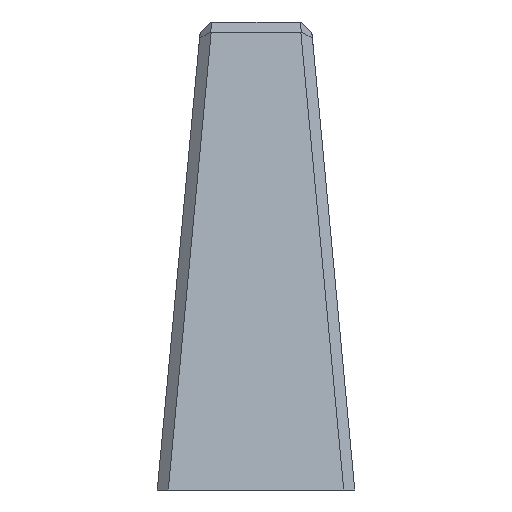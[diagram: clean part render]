
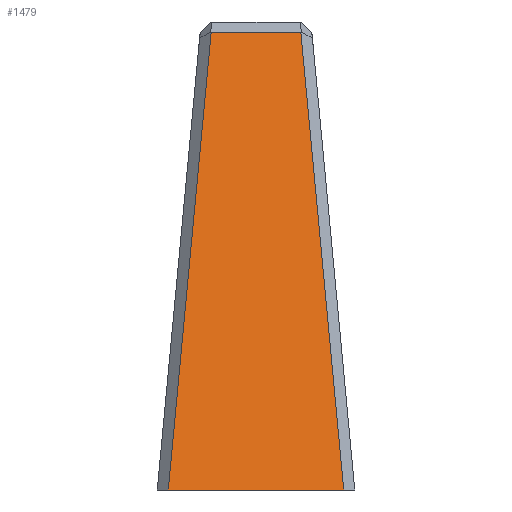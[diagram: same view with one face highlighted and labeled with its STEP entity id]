
A CAD part, left-side view. The second image highlights one B-rep face of the part: STEP entity #1479.
In plain terms, the highlighted free-form (B-spline) face has degree [1, 1] with [2, 2] control points.
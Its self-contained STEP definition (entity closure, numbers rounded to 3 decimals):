
#982=CARTESIAN_POINT('',(-105.0,-11.994,0.0));
#983=VERTEX_POINT('',#982);
#995=CARTESIAN_POINT('',(-90.342,-6.131,62.54));
#996=VERTEX_POINT('',#995);
#1002=CARTESIAN_POINT('',(-105.0,-11.994,0.0));
#1003=CARTESIAN_POINT('',(-90.342,-6.131,62.54));
#1004=QUASI_UNIFORM_CURVE('',1,(#1002,#1003),.UNSPECIFIED.,.F.,.U.);
#1005=EDGE_CURVE('',#983,#996,#1004,.T.);
#1015=CARTESIAN_POINT('',(-105.0,11.994,0.0));
#1016=VERTEX_POINT('',#1015);
#1024=CARTESIAN_POINT('',(-90.342,6.131,62.54));
#1025=VERTEX_POINT('',#1024);
#1026=CARTESIAN_POINT('',(-90.342,6.131,62.54));
#1027=CARTESIAN_POINT('',(-105.0,11.994,0.0));
#1028=QUASI_UNIFORM_CURVE('',1,(#1026,#1027),.UNSPECIFIED.,.F.,.U.);
#1029=EDGE_CURVE('',#1025,#1016,#1028,.T.);
#1280=CARTESIAN_POINT('',(-90.342,-6.131,62.54));
#1281=CARTESIAN_POINT('',(-90.342,6.131,62.54));
#1282=QUASI_UNIFORM_CURVE('',1,(#1280,#1281),.UNSPECIFIED.,.F.,.U.);
#1283=EDGE_CURVE('',#996,#1025,#1282,.T.);
#1451=CARTESIAN_POINT('',(-105.0,11.994,0.0));
#1452=CARTESIAN_POINT('',(-105.0,-11.994,0.0));
#1453=QUASI_UNIFORM_CURVE('',1,(#1451,#1452),.UNSPECIFIED.,.F.,.U.);
#1454=EDGE_CURVE('',#1016,#983,#1453,.T.);
#1468=CARTESIAN_POINT('',(-105.732,-13.192,-3.124));
#1469=CARTESIAN_POINT('',(-89.61,-13.192,65.663));
#1470=CARTESIAN_POINT('',(-105.732,13.192,-3.124));
#1471=CARTESIAN_POINT('',(-89.61,13.192,65.663));
#1472=B_SPLINE_SURFACE_WITH_KNOTS('',1,1,((#1468,#1470),(#1469,#1471)),.UNSPECIFIED.,.F.,.F.,.U.,(2,2),(2,2),(0.0,70.651),(0.0,26.384),.UNSPECIFIED.);
#1473=ORIENTED_EDGE('',*,*,#1454,.T.);
#1474=ORIENTED_EDGE('',*,*,#1005,.T.);
#1475=ORIENTED_EDGE('',*,*,#1283,.T.);
#1476=ORIENTED_EDGE('',*,*,#1029,.T.);
#1477=EDGE_LOOP('',(#1473,#1474,#1475,#1476));
#1478=FACE_OUTER_BOUND('',#1477,.T.);
#1479=ADVANCED_FACE('',(#1478),#1472,.T.);
